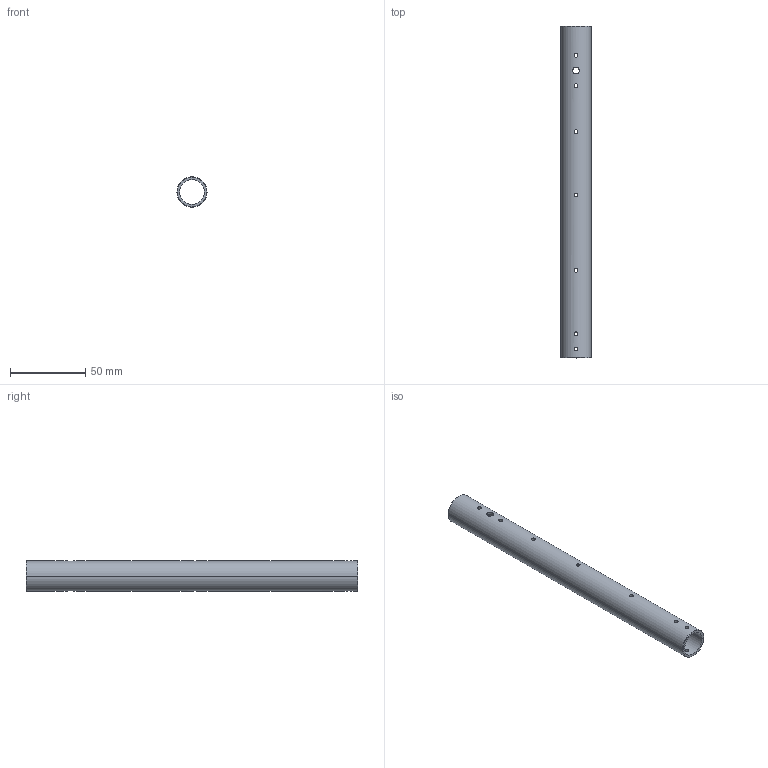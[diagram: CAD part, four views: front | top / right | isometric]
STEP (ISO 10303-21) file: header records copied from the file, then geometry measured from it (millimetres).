
FILE_DESCRIPTION((''),'2;1');
FILE_NAME('OBMP-BTP-1652','2023-10-11T21:00:14',('ccha425'),('Department of Mechanical Engineering, The University of Auckland'),'CREO PARAMETRIC BY PTC INC, 2017260','CREO PARAMETRIC BY PTC INC, 2017260','');
FILE_SCHEMA(('CONFIG_CONTROL_DESIGN'));
Length unit declared in the file: millimetre
Products named in the file (1): OBMP-BTP-1652
Bounding box: 20 x 220 x 20 mm (x, y, z)
Volume: 22457.3 mm3; surface area: 25391.7 mm2
Topology: 1 solids, 1 shells, 42 faces, 116 edges, 76 vertices
Faces by surface type: cylinder 36, cone 4, plane 2
Entity records: 1946 total; most frequent: CARTESIAN_POINT 882, ORIENTED_EDGE 232, DIRECTION 148, EDGE_CURVE 116, VERTEX_POINT 76, EDGE_LOOP 76, B_SPLINE_CURVE_WITH_KNOTS 64, AXIS2_PLACEMENT_3D 54
